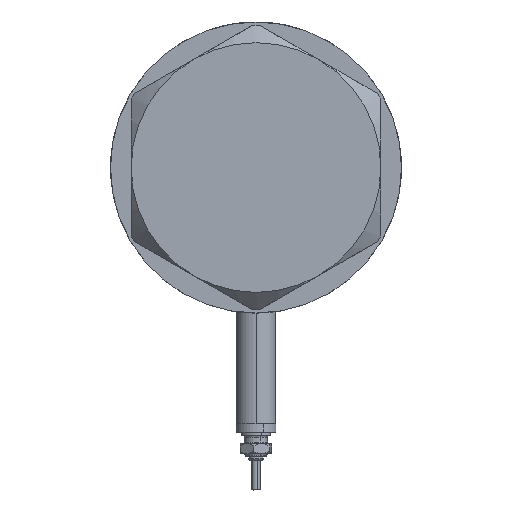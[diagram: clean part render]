
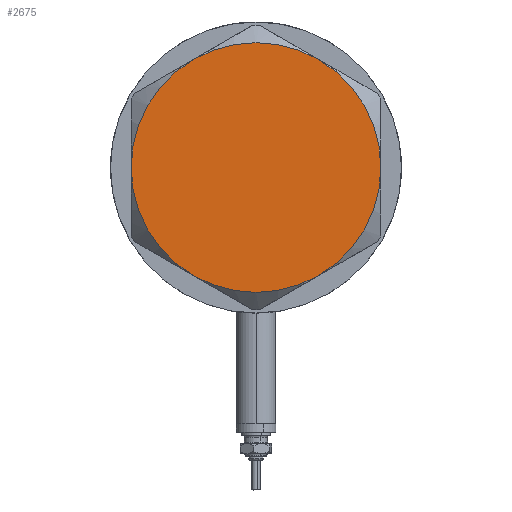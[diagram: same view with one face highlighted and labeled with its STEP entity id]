
A CAD part, left-side view. The second image highlights one B-rep face of the part: STEP entity #2675.
In plain terms, the highlighted face is planar.
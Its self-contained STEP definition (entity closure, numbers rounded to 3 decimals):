
#258 = CARTESIAN_POINT ( 'NONE',  ( -37.75, 0., 13. ) ) ;
#309 = VERTEX_POINT ( 'NONE', #5579 ) ;
#367 = ORIENTED_EDGE ( 'NONE', *, *, #5792, .T. ) ;
#372 = EDGE_LOOP ( 'NONE', ( #4255, #1642, #4579, #367, #1464, #3880 ) ) ;
#526 = FACE_OUTER_BOUND ( 'NONE', #372, .T. ) ;
#541 = CIRCLE ( 'NONE', #4223, 37.75 ) ;
#724 = DIRECTION ( 'NONE',  ( 0., 0., 1. ) ) ;
#844 = VERTEX_POINT ( 'NONE', #4116 ) ;
#948 = AXIS2_PLACEMENT_3D ( 'NONE', #3320, #4291, #1481 ) ;
#961 = DIRECTION ( 'NONE',  ( 0., 0., 1. ) ) ;
#996 = VERTEX_POINT ( 'NONE', #5607 ) ;
#1119 = CARTESIAN_POINT ( 'NONE',  ( -18.875, -32.692, 13. ) ) ;
#1191 = CARTESIAN_POINT ( 'NONE',  ( 0., 0., 13. ) ) ;
#1234 = CARTESIAN_POINT ( 'NONE',  ( 0., 0., 13. ) ) ;
#1408 = CIRCLE ( 'NONE', #3920, 37.75 ) ;
#1464 = ORIENTED_EDGE ( 'NONE', *, *, #5139, .T. ) ;
#1472 = CARTESIAN_POINT ( 'NONE',  ( 0., 0., 13. ) ) ;
#1481 = DIRECTION ( 'NONE',  ( 1., 0., 0. ) ) ;
#1642 = ORIENTED_EDGE ( 'NONE', *, *, #5652, .T. ) ;
#1931 = DIRECTION ( 'NONE',  ( 1., 0., 0. ) ) ;
#2279 = EDGE_CURVE ( 'NONE', #844, #996, #1408, .T. ) ;
#2319 = EDGE_CURVE ( 'NONE', #5328, #844, #541, .T. ) ;
#2479 = CIRCLE ( 'NONE', #948, 37.75 ) ;
#2584 = DIRECTION ( 'NONE',  ( 0., 0., 1. ) ) ;
#2631 = EDGE_CURVE ( 'NONE', #3114, #309, #4021, .T. ) ;
#2675 = ADVANCED_FACE ( 'NONE', ( #526 ), #5120, .T. ) ;
#2889 = DIRECTION ( 'NONE',  ( 1., 0., 0. ) ) ;
#2908 = CARTESIAN_POINT ( 'NONE',  ( 0., 0., 13. ) ) ;
#3114 = VERTEX_POINT ( 'NONE', #4940 ) ;
#3311 = DIRECTION ( 'NONE',  ( 1., 0., 0. ) ) ;
#3320 = CARTESIAN_POINT ( 'NONE',  ( 0., 0., 13. ) ) ;
#3400 = CARTESIAN_POINT ( 'NONE',  ( 0., 0., 13. ) ) ;
#3427 = DIRECTION ( 'NONE',  ( 0., 0., 1. ) ) ;
#3587 = DIRECTION ( 'NONE',  ( 1., 0., 0. ) ) ;
#3737 = DIRECTION ( 'NONE',  ( 0., 0., 1. ) ) ;
#3773 = CARTESIAN_POINT ( 'NONE',  ( 0., 0., 13. ) ) ;
#3845 = AXIS2_PLACEMENT_3D ( 'NONE', #1234, #2584, #3587 ) ;
#3880 = ORIENTED_EDGE ( 'NONE', *, *, #2319, .T. ) ;
#3918 = DIRECTION ( 'NONE',  ( 1., 0., 0. ) ) ;
#3920 = AXIS2_PLACEMENT_3D ( 'NONE', #3773, #3737, #2889 ) ;
#4021 = CIRCLE ( 'NONE', #4315, 37.75 ) ;
#4116 = CARTESIAN_POINT ( 'NONE',  ( 18.875, -32.692, 13. ) ) ;
#4223 = AXIS2_PLACEMENT_3D ( 'NONE', #3400, #3427, #3918 ) ;
#4255 = ORIENTED_EDGE ( 'NONE', *, *, #2279, .T. ) ;
#4291 = DIRECTION ( 'NONE',  ( 0., 0., 1. ) ) ;
#4315 = AXIS2_PLACEMENT_3D ( 'NONE', #1472, #961, #1931 ) ;
#4417 = CIRCLE ( 'NONE', #4516, 37.75 ) ;
#4516 = AXIS2_PLACEMENT_3D ( 'NONE', #1191, #724, #5360 ) ;
#4579 = ORIENTED_EDGE ( 'NONE', *, *, #2631, .T. ) ;
#4756 = DIRECTION ( 'NONE',  ( 0., 0., 1. ) ) ;
#4940 = CARTESIAN_POINT ( 'NONE',  ( 18.875, 32.692, 13. ) ) ;
#4980 = AXIS2_PLACEMENT_3D ( 'NONE', #2908, #4756, #3311 ) ;
#5089 = CIRCLE ( 'NONE', #3845, 37.75 ) ;
#5120 = PLANE ( 'NONE',  #4980 ) ;
#5139 = EDGE_CURVE ( 'NONE', #5822, #5328, #4417, .T. ) ;
#5328 = VERTEX_POINT ( 'NONE', #1119 ) ;
#5360 = DIRECTION ( 'NONE',  ( 1., 0., 0. ) ) ;
#5579 = CARTESIAN_POINT ( 'NONE',  ( -18.875, 32.692, 13. ) ) ;
#5607 = CARTESIAN_POINT ( 'NONE',  ( 37.75, 0., 13. ) ) ;
#5652 = EDGE_CURVE ( 'NONE', #996, #3114, #2479, .T. ) ;
#5792 = EDGE_CURVE ( 'NONE', #309, #5822, #5089, .T. ) ;
#5822 = VERTEX_POINT ( 'NONE', #258 ) ;
